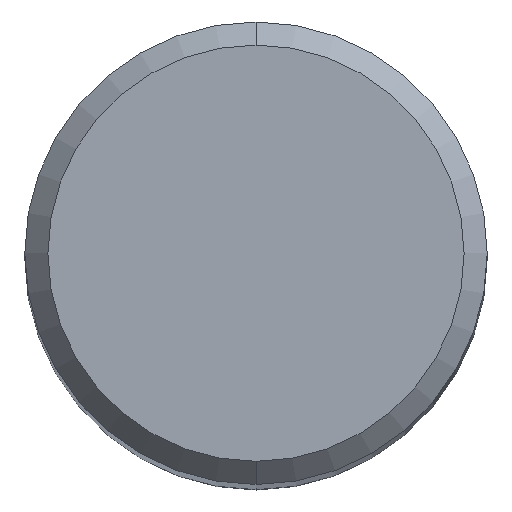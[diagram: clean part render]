
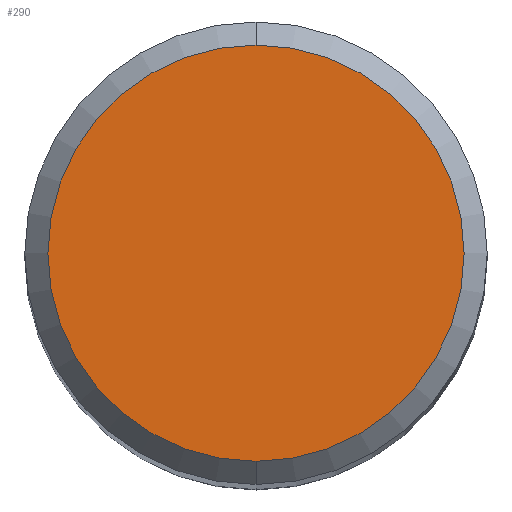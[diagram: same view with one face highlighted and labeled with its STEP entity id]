
A CAD part, top view. The second image highlights one B-rep face of the part: STEP entity #290.
In plain terms, the highlighted planar face has unit normal (0, 0, 1).
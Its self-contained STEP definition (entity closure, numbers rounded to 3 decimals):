
#208=VERTEX_POINT('',#426);
#220=EDGE_CURVE('',#208,#224,#440,.T.);
#224=VERTEX_POINT('',#444);
#284=EDGE_CURVE('',#224,#208,#510,.T.);
#290=ADVANCED_FACE('',(#516),#517,.T.);
#426=CARTESIAN_POINT('',(0.,-3.6,46.53));
#440=CIRCLE('',#688,3.6);
#444=CARTESIAN_POINT('',(0.0,3.6,46.53));
#510=CIRCLE('',#782,3.6);
#516=FACE_OUTER_BOUND('',#790,.T.);
#517=PLANE('',#791);
#688=AXIS2_PLACEMENT_3D('',#971,#972,#973);
#782=AXIS2_PLACEMENT_3D('',#1050,#1051,#1052);
#790=EDGE_LOOP('',(#1060,#1061));
#791=AXIS2_PLACEMENT_3D('',#1062,#1063,#1064);
#971=CARTESIAN_POINT('',(0.0,0.0,46.53));
#972=DIRECTION('',(0.0,0.0,-1.0));
#973=DIRECTION('',(0.0,1.0,0.0));
#1050=CARTESIAN_POINT('',(0.0,0.0,46.53));
#1051=DIRECTION('',(0.0,0.0,-1.0));
#1052=DIRECTION('',(0.0,1.0,0.0));
#1060=ORIENTED_EDGE('',*,*,#284,.F.);
#1061=ORIENTED_EDGE('',*,*,#220,.F.);
#1062=CARTESIAN_POINT('',(0.0,1.8,46.53));
#1063=DIRECTION('',(-0.0,0.0,1.0));
#1064=DIRECTION('',(0.0,-1.0,0.0));
